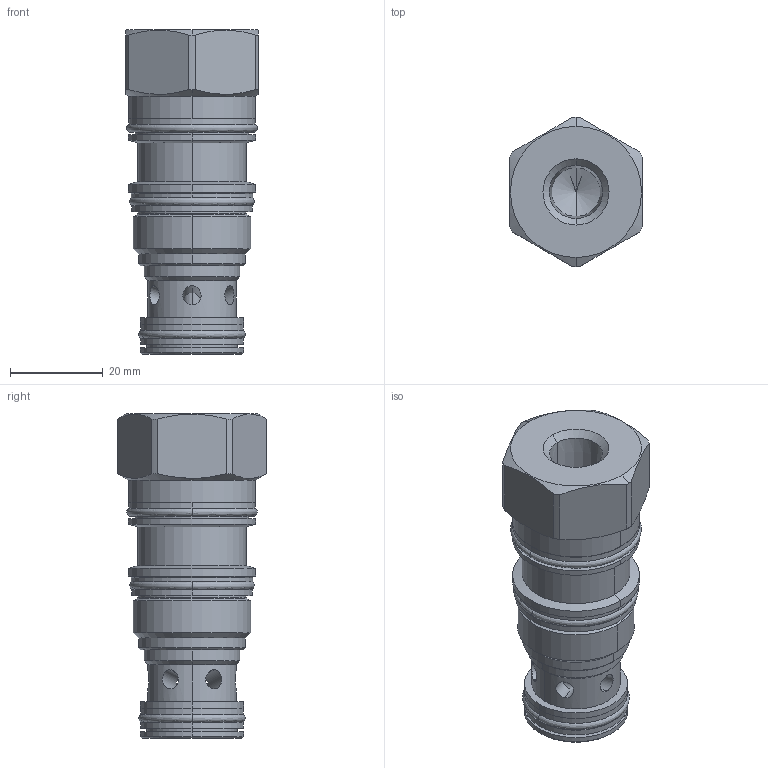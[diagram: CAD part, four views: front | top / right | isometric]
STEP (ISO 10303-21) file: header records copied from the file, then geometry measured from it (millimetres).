
FILE_DESCRIPTION((''),'2;1');
FILE_NAME('CKEB-PCN_PRT','2015-08-17T',('Administrator'),(''),'PRO/ENGINEER BY PARAMETRIC TECHNOLOGY CORPORATION, 2006240','PRO/ENGINEER BY PARAMETRIC TECHNOLOGY CORPORATION, 2006240','');
FILE_SCHEMA(('CONFIG_CONTROL_DESIGN'));
Length unit declared in the file: inch
Products named in the file (1): CKEB-PCN_PRT
Bounding box: 28.57 x 32.21 x 69.85 mm (x, y, z)
Volume: 31706.4 mm3; surface area: 11318.9 mm2
Topology: 4 solids, 5 shells, 196 faces, 457 edges, 281 vertices
Faces by surface type: cylinder 80, plane 46, cone 34, torus 20, revolution 12, sphere 4
Entity records: 6935 total; most frequent: CARTESIAN_POINT 2374, DIRECTION 975, ORIENTED_EDGE 910, EDGE_CURVE 455, AXIS2_PLACEMENT_3D 406, VERTEX_POINT 281, EDGE_LOOP 228, CIRCLE 222
